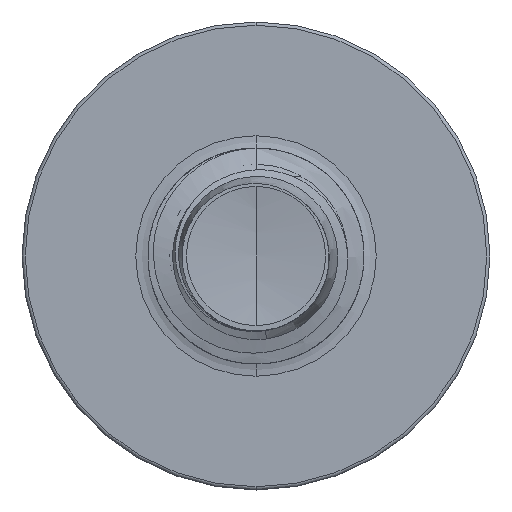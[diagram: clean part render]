
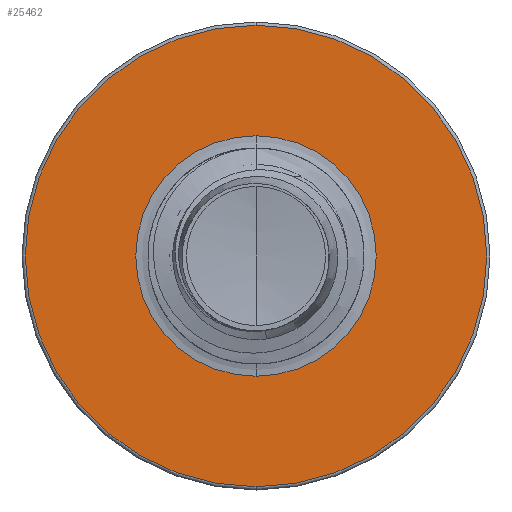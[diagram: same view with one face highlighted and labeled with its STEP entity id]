
A CAD part, front view. The second image highlights one B-rep face of the part: STEP entity #25462.
In plain terms, the highlighted planar face has unit normal (0, -1, 0).
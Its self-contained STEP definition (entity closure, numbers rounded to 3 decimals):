
#88 = PLANE ( 'NONE',  #2179 ) ;
#836 = AXIS2_PLACEMENT_3D ( 'NONE', #27564, #12318, #29477 ) ;
#922 = VERTEX_POINT ( 'NONE', #24945 ) ;
#1253 = CARTESIAN_POINT ( 'NONE',  ( 0., 15., -1.67 ) ) ;
#1537 = VERTEX_POINT ( 'NONE', #20912 ) ;
#1685 = EDGE_CURVE ( 'NONE', #1537, #922, #30687, .T. ) ;
#2179 = AXIS2_PLACEMENT_3D ( 'NONE', #23309, #12755, #29757 ) ;
#2198 = CIRCLE ( 'NONE', #26574, 1.67 ) ;
#4038 = ORIENTED_EDGE ( 'NONE', *, *, #21166, .T. ) ;
#4756 = EDGE_LOOP ( 'NONE', ( #11055, #4038 ) ) ;
#10049 = CIRCLE ( 'NONE', #21267, 1.67 ) ;
#11055 = ORIENTED_EDGE ( 'NONE', *, *, #24193, .T. ) ;
#12318 = DIRECTION ( 'NONE',  ( 0., 1., 0. ) ) ;
#12755 = DIRECTION ( 'NONE',  ( 0., 1., 0. ) ) ;
#17806 = CARTESIAN_POINT ( 'NONE',  ( 0., 15., 0. ) ) ;
#17920 = DIRECTION ( 'NONE',  ( 0., 1., 0. ) ) ;
#18250 = CARTESIAN_POINT ( 'NONE',  ( 0., 15., 1.67 ) ) ;
#18910 = FACE_BOUND ( 'NONE', #4756, .T. ) ;
#20045 = CARTESIAN_POINT ( 'NONE',  ( 0., 15., 0. ) ) ;
#20401 = DIRECTION ( 'NONE',  ( 0., 0., 1. ) ) ;
#20525 = AXIS2_PLACEMENT_3D ( 'NONE', #20045, #34217, #28179 ) ;
#20912 = CARTESIAN_POINT ( 'NONE',  ( 0., 15., 3.205 ) ) ;
#21166 = EDGE_CURVE ( 'NONE', #22037, #24571, #2198, .T. ) ;
#21267 = AXIS2_PLACEMENT_3D ( 'NONE', #31571, #17920, #34049 ) ;
#22037 = VERTEX_POINT ( 'NONE', #1253 ) ;
#22846 = CIRCLE ( 'NONE', #836, 3.205 ) ;
#23309 = CARTESIAN_POINT ( 'NONE',  ( 0., 15., -1.67 ) ) ;
#24193 = EDGE_CURVE ( 'NONE', #24571, #22037, #10049, .T. ) ;
#24298 = EDGE_CURVE ( 'NONE', #922, #1537, #22846, .T. ) ;
#24571 = VERTEX_POINT ( 'NONE', #18250 ) ;
#24945 = CARTESIAN_POINT ( 'NONE',  ( 0., 15., -3.205 ) ) ;
#25342 = ORIENTED_EDGE ( 'NONE', *, *, #24298, .F. ) ;
#25462 = ADVANCED_FACE ( 'NONE', ( #31658, #18910 ), #88, .F. ) ;
#26574 = AXIS2_PLACEMENT_3D ( 'NONE', #17806, #33943, #20401 ) ;
#27564 = CARTESIAN_POINT ( 'NONE',  ( 0., 15., 0. ) ) ;
#28179 = DIRECTION ( 'NONE',  ( 0., 0., 1. ) ) ;
#29477 = DIRECTION ( 'NONE',  ( 0., 0., 1. ) ) ;
#29757 = DIRECTION ( 'NONE',  ( 0., 0., 1. ) ) ;
#30687 = CIRCLE ( 'NONE', #20525, 3.205 ) ;
#31571 = CARTESIAN_POINT ( 'NONE',  ( 0., 15., 0. ) ) ;
#31658 = FACE_OUTER_BOUND ( 'NONE', #32217, .T. ) ;
#32217 = EDGE_LOOP ( 'NONE', ( #32889, #25342 ) ) ;
#32889 = ORIENTED_EDGE ( 'NONE', *, *, #1685, .F. ) ;
#33943 = DIRECTION ( 'NONE',  ( 0., 1., 0. ) ) ;
#34049 = DIRECTION ( 'NONE',  ( 0., 0., 1. ) ) ;
#34217 = DIRECTION ( 'NONE',  ( 0., 1., 0. ) ) ;
